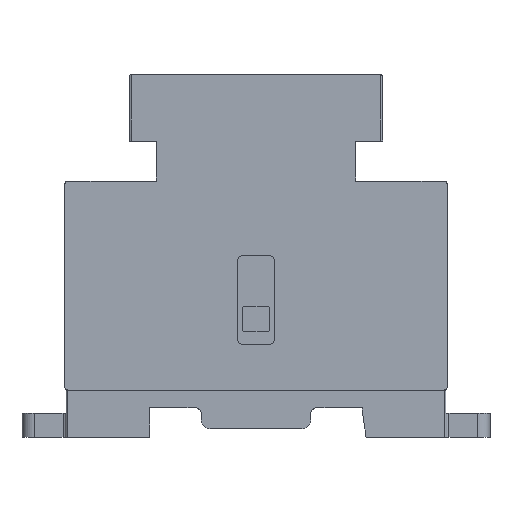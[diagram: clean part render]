
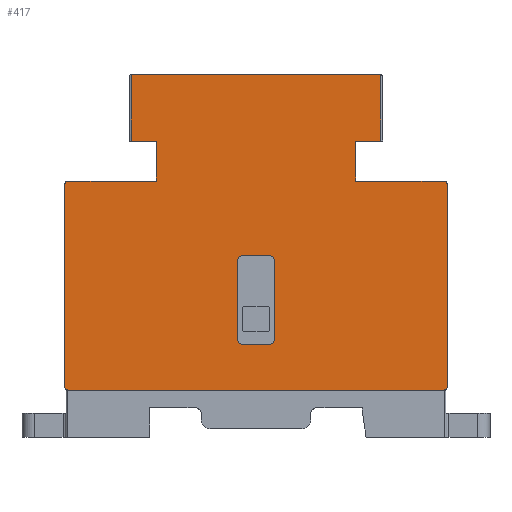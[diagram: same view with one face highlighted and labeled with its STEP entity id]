
A CAD part, left-side view. The second image highlights one B-rep face of the part: STEP entity #417.
In plain terms, the highlighted planar face has unit normal (-1, 0, 0).
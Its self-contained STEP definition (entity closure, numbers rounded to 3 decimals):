
#260=FACE_BOUND('',#1451,.T.);
#261=FACE_BOUND('',#1452,.T.);
#417=ADVANCED_FACE('',(#260,#261),#795,.F.);
#795=PLANE('',#7537);
#1451=EDGE_LOOP('',(#2323,#2324,#2325,#2326,#2327,#2328,#2329,#2330,#2331,
#2332,#2333,#2334,#2335,#2336,#2337,#2338,#2339,#2340,#2341,#2342,#2343,
#2344));
#1452=EDGE_LOOP('',(#2345,#2346,#2347,#2348,#2349,#2350,#2351,#2352));
#1873=CIRCLE('',#7485,0.5);
#1874=CIRCLE('',#7489,0.5);
#1877=CIRCLE('',#7507,0.5);
#1879=CIRCLE('',#7518,0.5);
#1886=CIRCLE('',#7531,0.3);
#1887=CIRCLE('',#7532,0.3);
#1888=CIRCLE('',#7533,1.);
#1889=CIRCLE('',#7534,1.);
#1890=CIRCLE('',#7535,1.);
#1891=CIRCLE('',#7536,1.);
#2323=ORIENTED_EDGE('',*,*,#5088,.F.);
#2324=ORIENTED_EDGE('',*,*,#5089,.F.);
#2325=ORIENTED_EDGE('',*,*,#5090,.F.);
#2326=ORIENTED_EDGE('',*,*,#5062,.F.);
#2327=ORIENTED_EDGE('',*,*,#5054,.F.);
#2328=ORIENTED_EDGE('',*,*,#5042,.F.);
#2329=ORIENTED_EDGE('',*,*,#5028,.F.);
#2330=ORIENTED_EDGE('',*,*,#4927,.F.);
#2331=ORIENTED_EDGE('',*,*,#5091,.F.);
#2332=ORIENTED_EDGE('',*,*,#5092,.F.);
#2333=ORIENTED_EDGE('',*,*,#5093,.F.);
#2334=ORIENTED_EDGE('',*,*,#4962,.F.);
#2335=ORIENTED_EDGE('',*,*,#4984,.F.);
#2336=ORIENTED_EDGE('',*,*,#4981,.F.);
#2337=ORIENTED_EDGE('',*,*,#4973,.F.);
#2338=ORIENTED_EDGE('',*,*,#4994,.F.);
#2339=ORIENTED_EDGE('',*,*,#5094,.F.);
#2340=ORIENTED_EDGE('',*,*,#5095,.F.);
#2341=ORIENTED_EDGE('',*,*,#5096,.T.);
#2342=ORIENTED_EDGE('',*,*,#5097,.F.);
#2343=ORIENTED_EDGE('',*,*,#5072,.F.);
#2344=ORIENTED_EDGE('',*,*,#5098,.F.);
#2345=ORIENTED_EDGE('',*,*,#5099,.F.);
#2346=ORIENTED_EDGE('',*,*,#5100,.F.);
#2347=ORIENTED_EDGE('',*,*,#5101,.F.);
#2348=ORIENTED_EDGE('',*,*,#5102,.F.);
#2349=ORIENTED_EDGE('',*,*,#5103,.F.);
#2350=ORIENTED_EDGE('',*,*,#5104,.F.);
#2351=ORIENTED_EDGE('',*,*,#5105,.F.);
#2352=ORIENTED_EDGE('',*,*,#5106,.F.);
#4230=VERTEX_POINT('',#10231);
#4231=VERTEX_POINT('',#10233);
#4262=VERTEX_POINT('',#10374);
#4263=VERTEX_POINT('',#10376);
#4273=VERTEX_POINT('',#10415);
#4274=VERTEX_POINT('',#10417);
#4280=VERTEX_POINT('',#10430);
#4291=VERTEX_POINT('',#10475);
#4316=VERTEX_POINT('',#10662);
#4327=VERTEX_POINT('',#10705);
#4335=VERTEX_POINT('',#10725);
#4344=VERTEX_POINT('',#10775);
#4351=VERTEX_POINT('',#10792);
#4352=VERTEX_POINT('',#10794);
#4367=VERTEX_POINT('',#10832);
#4368=VERTEX_POINT('',#10833);
#4369=VERTEX_POINT('',#10835);
#4370=VERTEX_POINT('',#10838);
#4371=VERTEX_POINT('',#10840);
#4372=VERTEX_POINT('',#10843);
#4373=VERTEX_POINT('',#10845);
#4374=VERTEX_POINT('',#10847);
#4375=VERTEX_POINT('',#10851);
#4376=VERTEX_POINT('',#10852);
#4377=VERTEX_POINT('',#10854);
#4378=VERTEX_POINT('',#10856);
#4379=VERTEX_POINT('',#10858);
#4380=VERTEX_POINT('',#10860);
#4381=VERTEX_POINT('',#10862);
#4382=VERTEX_POINT('',#10864);
#4927=EDGE_CURVE('',#4230,#4231,#5950,.T.);
#4962=EDGE_CURVE('',#4262,#4263,#5967,.T.);
#4973=EDGE_CURVE('',#4273,#4274,#1873,.T.);
#4981=EDGE_CURVE('',#4274,#4280,#5983,.T.);
#4984=EDGE_CURVE('',#4280,#4262,#1874,.T.);
#4994=EDGE_CURVE('',#4291,#4273,#5993,.T.);
#5028=EDGE_CURVE('',#4231,#4316,#1877,.T.);
#5042=EDGE_CURVE('',#4316,#4327,#6019,.T.);
#5054=EDGE_CURVE('',#4327,#4335,#1879,.T.);
#5062=EDGE_CURVE('',#4335,#4344,#6031,.T.);
#5072=EDGE_CURVE('',#4351,#4352,#6040,.T.);
#5088=EDGE_CURVE('',#4367,#4368,#6050,.T.);
#5089=EDGE_CURVE('',#4369,#4367,#6051,.T.);
#5090=EDGE_CURVE('',#4344,#4369,#6052,.T.);
#5091=EDGE_CURVE('',#4370,#4230,#6053,.T.);
#5092=EDGE_CURVE('',#4371,#4370,#6054,.T.);
#5093=EDGE_CURVE('',#4263,#4371,#6055,.T.);
#5094=EDGE_CURVE('',#4372,#4291,#6056,.T.);
#5095=EDGE_CURVE('',#4373,#4372,#6057,.T.);
#5096=EDGE_CURVE('',#4373,#4374,#6058,.T.);
#5097=EDGE_CURVE('',#4352,#4374,#1886,.T.);
#5098=EDGE_CURVE('',#4368,#4351,#1887,.T.);
#5099=EDGE_CURVE('',#4375,#4376,#6059,.T.);
#5100=EDGE_CURVE('',#4377,#4375,#1888,.T.);
#5101=EDGE_CURVE('',#4378,#4377,#6060,.T.);
#5102=EDGE_CURVE('',#4379,#4378,#1889,.T.);
#5103=EDGE_CURVE('',#4380,#4379,#6061,.T.);
#5104=EDGE_CURVE('',#4381,#4380,#1890,.T.);
#5105=EDGE_CURVE('',#4382,#4381,#6062,.T.);
#5106=EDGE_CURVE('',#4376,#4382,#1891,.T.);
#5950=LINE('',#10232,#6723);
#5967=LINE('',#10375,#6740);
#5983=LINE('',#10432,#6756);
#5993=LINE('',#10476,#6766);
#6019=LINE('',#10707,#6792);
#6031=LINE('',#10774,#6804);
#6040=LINE('',#10793,#6813);
#6050=LINE('',#10831,#6823);
#6051=LINE('',#10834,#6824);
#6052=LINE('',#10836,#6825);
#6053=LINE('',#10837,#6826);
#6054=LINE('',#10839,#6827);
#6055=LINE('',#10841,#6828);
#6056=LINE('',#10842,#6829);
#6057=LINE('',#10844,#6830);
#6058=LINE('',#10846,#6831);
#6059=LINE('',#10850,#6832);
#6060=LINE('',#10855,#6833);
#6061=LINE('',#10859,#6834);
#6062=LINE('',#10863,#6835);
#6723=VECTOR('',#8176,1.);
#6740=VECTOR('',#8229,1.);
#6756=VECTOR('',#8253,1.);
#6766=VECTOR('',#8271,1.);
#6792=VECTOR('',#8343,1.);
#6804=VECTOR('',#8375,1.);
#6813=VECTOR('',#8388,1.);
#6823=VECTOR('',#8408,1.);
#6824=VECTOR('',#8409,1.);
#6825=VECTOR('',#8410,1.);
#6826=VECTOR('',#8411,1.);
#6827=VECTOR('',#8412,1.);
#6828=VECTOR('',#8413,1.);
#6829=VECTOR('',#8414,1.);
#6830=VECTOR('',#8415,1.);
#6831=VECTOR('',#8416,1.);
#6832=VECTOR('',#8421,1.);
#6833=VECTOR('',#8424,1.);
#6834=VECTOR('',#8427,1.);
#6835=VECTOR('',#8430,1.);
#7485=AXIS2_PLACEMENT_3D('',#10416,#8242,#8243);
#7489=AXIS2_PLACEMENT_3D('',#10455,#8258,#8259);
#7507=AXIS2_PLACEMENT_3D('',#10661,#8321,#8322);
#7518=AXIS2_PLACEMENT_3D('',#10740,#8360,#8361);
#7531=AXIS2_PLACEMENT_3D('',#10848,#8417,#8418);
#7532=AXIS2_PLACEMENT_3D('',#10849,#8419,#8420);
#7533=AXIS2_PLACEMENT_3D('',#10853,#8422,#8423);
#7534=AXIS2_PLACEMENT_3D('',#10857,#8425,#8426);
#7535=AXIS2_PLACEMENT_3D('',#10861,#8428,#8429);
#7536=AXIS2_PLACEMENT_3D('',#10865,#8431,#8432);
#7537=AXIS2_PLACEMENT_3D('',#10866,#8433,#8434);
#8176=DIRECTION('',(0.,1.,0.));
#8229=DIRECTION('',(0.,1.,0.));
#8242=DIRECTION('',(1.,0.,0.));
#8243=DIRECTION('',(0.,0.,-1.));
#8253=DIRECTION('',(0.,0.,-1.));
#8258=DIRECTION('',(1.,0.,0.));
#8259=DIRECTION('',(0.,0.,-1.));
#8271=DIRECTION('',(0.,-1.,0.));
#8321=DIRECTION('',(1.,0.,0.));
#8322=DIRECTION('',(0.,0.,-1.));
#8343=DIRECTION('',(0.,0.,1.));
#8360=DIRECTION('',(1.,0.,0.));
#8361=DIRECTION('',(0.,0.,-1.));
#8375=DIRECTION('',(0.,-1.,0.));
#8388=DIRECTION('',(0.,-1.,0.));
#8408=DIRECTION('',(0.,0.,1.));
#8409=DIRECTION('',(0.,1.,0.));
#8410=DIRECTION('',(0.,0.,1.));
#8411=DIRECTION('',(0.,0.,1.));
#8412=DIRECTION('',(0.,1.,0.));
#8413=DIRECTION('',(0.,0.,-1.));
#8414=DIRECTION('',(0.,0.,-1.));
#8415=DIRECTION('',(0.,1.,0.));
#8416=DIRECTION('',(0.,0.,1.));
#8417=DIRECTION('',(1.,0.,0.));
#8418=DIRECTION('',(0.,0.,-1.));
#8419=DIRECTION('',(1.,0.,0.));
#8420=DIRECTION('',(0.,0.,-1.));
#8421=DIRECTION('',(0.,-1.,0.));
#8422=DIRECTION('',(-1.,0.,0.));
#8423=DIRECTION('',(0.,0.,-1.));
#8424=DIRECTION('',(0.,0.,-1.));
#8425=DIRECTION('',(-1.,0.,0.));
#8426=DIRECTION('',(0.,0.,-1.));
#8427=DIRECTION('',(0.,1.,0.));
#8428=DIRECTION('',(-1.,0.,0.));
#8429=DIRECTION('',(0.,0.,-1.));
#8430=DIRECTION('',(0.,0.,1.));
#8431=DIRECTION('',(-1.,0.,0.));
#8432=DIRECTION('',(0.,0.,-1.));
#8433=DIRECTION('',(1.,0.,0.));
#8434=DIRECTION('',(0.,0.,-1.));
#10231=CARTESIAN_POINT('',(-22.5,18.5,-56.27));
#10232=CARTESIAN_POINT('',(-22.5,18.5,-56.27));
#10233=CARTESIAN_POINT('',(-22.5,31.2,-56.27));
#10374=CARTESIAN_POINT('',(-22.5,-31.2,-56.27));
#10375=CARTESIAN_POINT('',(-22.5,-31.2,-56.27));
#10376=CARTESIAN_POINT('',(-22.5,-18.5,-56.27));
#10415=CARTESIAN_POINT('',(-22.5,-31.2,-21.63));
#10416=CARTESIAN_POINT('',(-22.5,-31.2,-22.13));
#10417=CARTESIAN_POINT('',(-22.5,-31.7,-22.13));
#10430=CARTESIAN_POINT('',(-22.5,-31.7,-55.77));
#10432=CARTESIAN_POINT('',(-22.5,-31.7,-22.13));
#10455=CARTESIAN_POINT('',(-22.5,-31.2,-55.77));
#10475=CARTESIAN_POINT('',(-22.5,-16.5,-21.63));
#10476=CARTESIAN_POINT('',(-22.5,-16.5,-21.63));
#10661=CARTESIAN_POINT('',(-22.5,31.2,-55.77));
#10662=CARTESIAN_POINT('',(-22.5,31.7,-55.77));
#10705=CARTESIAN_POINT('',(-22.5,31.7,-22.13));
#10707=CARTESIAN_POINT('',(-22.5,31.7,-55.77));
#10725=CARTESIAN_POINT('',(-22.5,31.2,-21.63));
#10740=CARTESIAN_POINT('',(-22.5,31.2,-22.13));
#10774=CARTESIAN_POINT('',(-22.5,31.2,-21.63));
#10775=CARTESIAN_POINT('',(-22.5,16.5,-21.63));
#10792=CARTESIAN_POINT('',(-22.5,20.699,-4.));
#10793=CARTESIAN_POINT('',(-22.5,20.699,-4.));
#10794=CARTESIAN_POINT('',(-22.5,-20.699,-4.));
#10831=CARTESIAN_POINT('',(-22.5,20.704,-18.));
#10832=CARTESIAN_POINT('',(-22.5,20.704,-15.));
#10833=CARTESIAN_POINT('',(-22.5,20.704,-4.));
#10834=CARTESIAN_POINT('',(-22.5,16.5,-15.));
#10835=CARTESIAN_POINT('',(-22.5,16.5,-15.));
#10836=CARTESIAN_POINT('',(-22.5,16.5,-21.63));
#10837=CARTESIAN_POINT('',(-22.5,18.5,-56.3));
#10838=CARTESIAN_POINT('',(-22.5,18.5,-56.3));
#10839=CARTESIAN_POINT('',(-22.5,-18.5,-56.3));
#10840=CARTESIAN_POINT('',(-22.5,-18.5,-56.3));
#10841=CARTESIAN_POINT('',(-22.5,-18.5,-56.27));
#10842=CARTESIAN_POINT('',(-22.5,-16.5,-15.));
#10843=CARTESIAN_POINT('',(-22.5,-16.5,-15.));
#10844=CARTESIAN_POINT('',(-22.5,-20.999,-15.));
#10845=CARTESIAN_POINT('',(-22.5,-20.703,-15.));
#10846=CARTESIAN_POINT('',(-22.5,-20.703,-18.));
#10847=CARTESIAN_POINT('',(-22.5,-20.703,-4.));
#10848=CARTESIAN_POINT('',(-22.5,-20.7,-4.3));
#10849=CARTESIAN_POINT('',(-22.5,20.699,-4.3));
#10850=CARTESIAN_POINT('',(-22.5,2.1,-48.73));
#10851=CARTESIAN_POINT('',(-22.5,2.1,-48.73));
#10852=CARTESIAN_POINT('',(-22.5,-2.1,-48.73));
#10853=CARTESIAN_POINT('',(-22.5,2.1,-47.73));
#10854=CARTESIAN_POINT('',(-22.5,3.1,-47.73));
#10855=CARTESIAN_POINT('',(-22.5,3.1,-34.931));
#10856=CARTESIAN_POINT('',(-22.5,3.1,-34.931));
#10857=CARTESIAN_POINT('',(-22.5,2.1,-34.931));
#10858=CARTESIAN_POINT('',(-22.5,2.1,-33.931));
#10859=CARTESIAN_POINT('',(-22.5,-2.1,-33.931));
#10860=CARTESIAN_POINT('',(-22.5,-2.1,-33.931));
#10861=CARTESIAN_POINT('',(-22.5,-2.1,-34.931));
#10862=CARTESIAN_POINT('',(-22.5,-3.1,-34.931));
#10863=CARTESIAN_POINT('',(-22.5,-3.1,-47.73));
#10864=CARTESIAN_POINT('',(-22.5,-3.1,-47.73));
#10865=CARTESIAN_POINT('',(-22.5,-2.1,-47.73));
#10866=CARTESIAN_POINT('',(-22.5,-31.2,-22.13));
